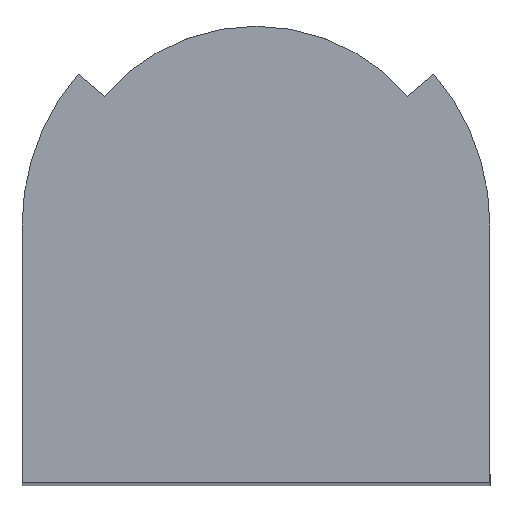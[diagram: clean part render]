
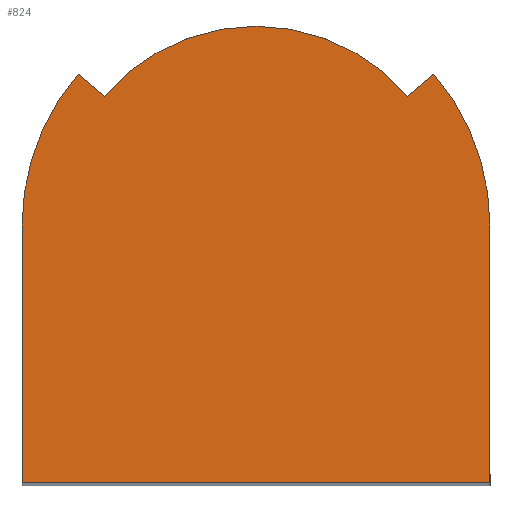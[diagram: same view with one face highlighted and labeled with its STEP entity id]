
A CAD part, top view. The second image highlights one B-rep face of the part: STEP entity #824.
In plain terms, the highlighted planar face has unit normal (0, 0, 1).
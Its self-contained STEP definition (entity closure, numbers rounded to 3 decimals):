
#61=CIRCLE('',#945,8.2);
#64=CIRCLE('',#952,8.2);
#67=CIRCLE('',#968,7.);
#108=FACE_OUTER_BOUND('',#151,.T.);
#151=EDGE_LOOP('',(#718,#719,#720,#721,#722,#723,#724,#725));
#157=LINE('',#1233,#242);
#229=LINE('',#1430,#314);
#234=LINE('',#1441,#319);
#237=LINE('',#1453,#322);
#239=LINE('',#1456,#324);
#242=VECTOR('',#989,10.);
#314=VECTOR('',#1169,10.);
#319=VECTOR('',#1182,10.);
#322=VECTOR('',#1201,10.);
#324=VECTOR('',#1205,10.);
#327=VERTEX_POINT('',#1231);
#328=VERTEX_POINT('',#1232);
#387=VERTEX_POINT('',#1382);
#388=VERTEX_POINT('',#1384);
#393=VERTEX_POINT('',#1403);
#394=VERTEX_POINT('',#1405);
#399=VERTEX_POINT('',#1429);
#401=VERTEX_POINT('',#1439);
#405=EDGE_CURVE('',#327,#328,#157,.T.);
#480=EDGE_CURVE('',#388,#387,#61,.T.);
#491=EDGE_CURVE('',#394,#393,#64,.T.);
#505=EDGE_CURVE('',#399,#388,#229,.T.);
#510=EDGE_CURVE('',#393,#401,#234,.T.);
#513=EDGE_CURVE('',#401,#399,#67,.T.);
#515=EDGE_CURVE('',#394,#327,#237,.T.);
#517=EDGE_CURVE('',#328,#387,#239,.T.);
#718=ORIENTED_EDGE('',*,*,#491,.T.);
#719=ORIENTED_EDGE('',*,*,#510,.T.);
#720=ORIENTED_EDGE('',*,*,#513,.T.);
#721=ORIENTED_EDGE('',*,*,#505,.T.);
#722=ORIENTED_EDGE('',*,*,#480,.T.);
#723=ORIENTED_EDGE('',*,*,#517,.F.);
#724=ORIENTED_EDGE('',*,*,#405,.F.);
#725=ORIENTED_EDGE('',*,*,#515,.F.);
#782=PLANE('',#972);
#824=ADVANCED_FACE('',(#108),#782,.T.);
#945=AXIS2_PLACEMENT_3D('',#1385,#1120,#1121);
#952=AXIS2_PLACEMENT_3D('',#1406,#1142,#1143);
#968=AXIS2_PLACEMENT_3D('',#1449,#1193,#1194);
#972=AXIS2_PLACEMENT_3D('',#1455,#1203,#1204);
#989=DIRECTION('',(-1.,0.,0.));
#1120=DIRECTION('center_axis',(0.,0.,1.));
#1121=DIRECTION('ref_axis',(-1.,0.,0.));
#1142=DIRECTION('center_axis',(0.,0.,1.));
#1143=DIRECTION('ref_axis',(-1.,0.,0.));
#1169=DIRECTION('',(-0.761,0.649,0.));
#1182=DIRECTION('',(-0.761,-0.649,0.));
#1193=DIRECTION('center_axis',(0.,0.,1.));
#1194=DIRECTION('ref_axis',(-1.,0.,0.));
#1201=DIRECTION('',(0.,-1.,0.));
#1203=DIRECTION('center_axis',(0.,0.,1.));
#1204=DIRECTION('ref_axis',(1.,0.,0.));
#1205=DIRECTION('',(0.,1.,0.));
#1231=CARTESIAN_POINT('',(8.2,-2.,28.6));
#1232=CARTESIAN_POINT('',(-8.2,-2.,28.6));
#1233=CARTESIAN_POINT('',(8.2,-2.,28.6));
#1382=CARTESIAN_POINT('',(-8.2,7.,28.6));
#1384=CARTESIAN_POINT('',(-6.237,12.324,28.6));
#1385=CARTESIAN_POINT('Origin',(0.,7.,28.6));
#1403=CARTESIAN_POINT('',(6.237,12.324,28.6));
#1405=CARTESIAN_POINT('',(8.2,7.,28.6));
#1406=CARTESIAN_POINT('Origin',(0.,7.,28.6));
#1429=CARTESIAN_POINT('',(-5.324,11.545,28.6));
#1430=CARTESIAN_POINT('',(-3.305,9.822,28.6));
#1439=CARTESIAN_POINT('',(5.324,11.545,28.6));
#1441=CARTESIAN_POINT('',(-0.982,6.162,28.6));
#1449=CARTESIAN_POINT('Origin',(0.,7.,28.6));
#1453=CARTESIAN_POINT('',(8.2,0.,28.6));
#1455=CARTESIAN_POINT('Origin',(-8.2,0.,28.6));
#1456=CARTESIAN_POINT('',(-8.2,0.,28.6));
